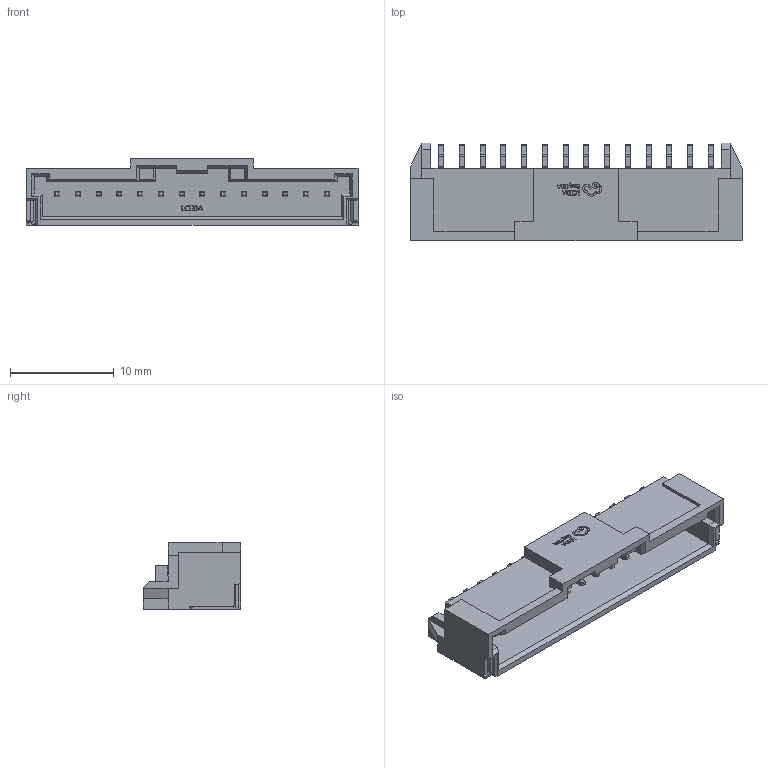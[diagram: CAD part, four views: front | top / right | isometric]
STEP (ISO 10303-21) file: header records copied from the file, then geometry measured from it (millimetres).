
FILE_DESCRIPTION (( 'STEP AP214' ), '1' );
FILE_NAME ('CONN-SMD_502352-P2.00-WS-14P.step', '2022-08-08T02:00:38', ( '' ), ( '' ), 'SwSTEP 2.0', 'SolidWorks 2020', '' );
FILE_SCHEMA (( 'AUTOMOTIVE_DESIGN' ));
Length unit declared in the file: millimetre
Products named in the file (1): CONN-SMD_502352-P2.00-WS-14P
Bounding box: 32 x 9.4 x 6.4 mm (x, y, z)
Volume: 703.6 mm3; surface area: 1699.4 mm2
Topology: 14 solids, 14 shells, 1166 faces, 3183 edges, 2012 vertices
Faces by surface type: plane 654, cylinder 344, bspline 112, sphere 56
Entity records: 50292 total; most frequent: CARTESIAN_POINT 8914, ORIENTED_EDGE 6254, DIRECTION 5417, EDGE_CURVE 3127, VECTOR 2155, LINE 2155, VERTEX_POINT 2012, AXIS2_PLACEMENT_3D 1631
